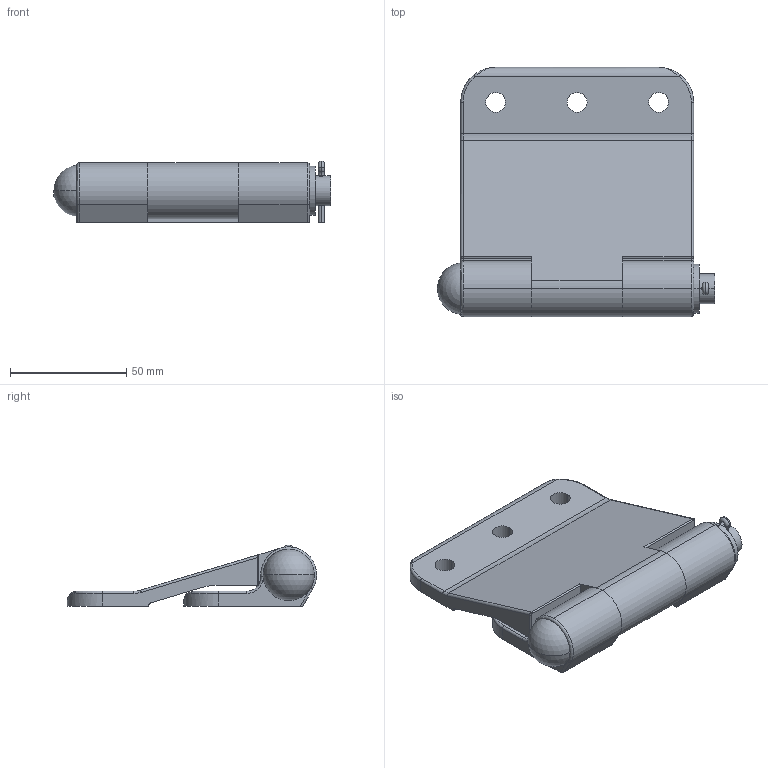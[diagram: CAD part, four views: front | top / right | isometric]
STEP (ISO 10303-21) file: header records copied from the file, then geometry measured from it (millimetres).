
FILE_DESCRIPTION (( 'STEP AP203' ), '1' );
FILE_NAME ('B-858N-4R.STEP', '2019-01-15T06:22:19', ( '' ), ( '' ), 'SwSTEP 2.0', 'SolidWorks 2014', '' );
FILE_SCHEMA (( 'CONFIG_CONTROL_DESIGN' ));
Length unit declared in the file: millimetre
Products named in the file (6): B-858N-4R_平座金; B-858N-4R; B-858N-4R_軸; B-858N-4R_羽根A; B-858N-4R_羽根B_; 妱傝僺儞丂屇傃3_僗僩儗乕僩L20
Assembly tree (5 placements, depth 2):
  B-858N-4R
    B-858N-4R_軸
    B-858N-4R_羽根A
    B-858N-4R_羽根B_
    妱傝僺儞丂屇傃3_僗僩儗乕僩L20
    B-858N-4R_平座金
Bounding box: 119 x 107 x 26.51 mm (x, y, z)
Volume: 133655.7 mm3; surface area: 46839 mm2
Topology: 5 solids, 5 shells, 139 faces, 345 edges, 211 vertices
Faces by surface type: cylinder 72, plane 35, torus 20, bspline 6, cone 4, sphere 2
Entity records: 5237 total; most frequent: CARTESIAN_POINT 1217, DIRECTION 779, ORIENTED_EDGE 682, EDGE_CURVE 341, AXIS2_PLACEMENT_3D 317, VERTEX_POINT 211, CIRCLE 176, EDGE_LOOP 158
